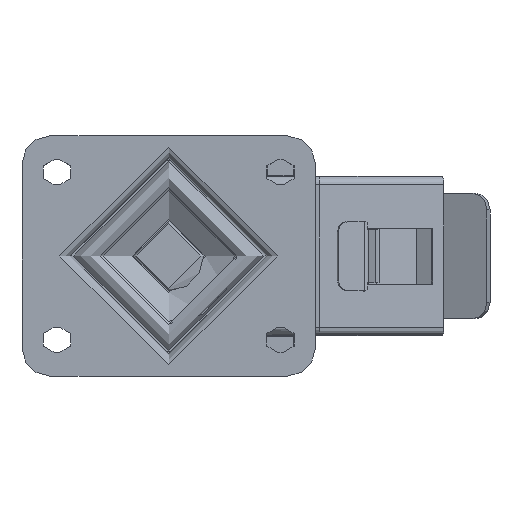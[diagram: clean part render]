
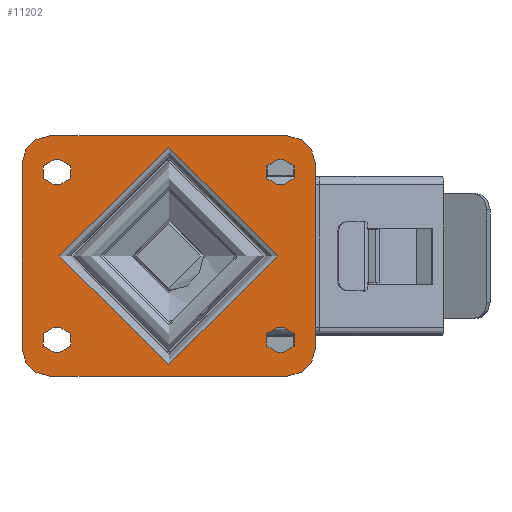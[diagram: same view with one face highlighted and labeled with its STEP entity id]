
A CAD part, top view. The second image highlights one B-rep face of the part: STEP entity #11202.
In plain terms, the highlighted planar face has unit normal (0, 0, 1).
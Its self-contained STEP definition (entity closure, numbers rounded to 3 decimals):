
#620=FACE_BOUND('',#3947,.T.);
#621=FACE_BOUND('',#3948,.T.);
#622=FACE_BOUND('',#3949,.T.);
#623=FACE_BOUND('',#3950,.T.);
#624=FACE_BOUND('',#3951,.T.);
#784=PLANE('',#12229);
#1313=LINE('',#17548,#2240);
#1314=LINE('',#17549,#2241);
#1315=LINE('',#17550,#2242);
#1316=LINE('',#17551,#2243);
#1317=LINE('',#17552,#2244);
#1318=LINE('',#17553,#2245);
#1319=LINE('',#17554,#2246);
#1320=LINE('',#17555,#2247);
#1321=LINE('',#17556,#2248);
#1322=LINE('',#17557,#2249);
#1323=LINE('',#17558,#2250);
#1324=LINE('',#17559,#2251);
#2240=VECTOR('',#13960,1000.);
#2241=VECTOR('',#13961,1000.);
#2242=VECTOR('',#13962,1000.);
#2243=VECTOR('',#13963,1000.);
#2244=VECTOR('',#13964,1000.);
#2245=VECTOR('',#13965,1000.);
#2246=VECTOR('',#13966,1000.);
#2247=VECTOR('',#13967,1000.);
#2248=VECTOR('',#13968,1000.);
#2249=VECTOR('',#13969,1000.);
#2250=VECTOR('',#13970,1000.);
#2251=VECTOR('',#13971,1000.);
#3284=FACE_OUTER_BOUND('',#3946,.T.);
#3946=EDGE_LOOP('',(#8467,#8468,#8469,#8470,#8471,#8472,#8473,#8474));
#3947=EDGE_LOOP('',(#8475));
#3948=EDGE_LOOP('',(#8476,#8477,#8478,#8479));
#3949=EDGE_LOOP('',(#8480,#8481,#8482,#8483));
#3950=EDGE_LOOP('',(#8484,#8485,#8486,#8487));
#3951=EDGE_LOOP('',(#8488,#8489,#8490,#8491));
#4502=CIRCLE('',#11902,4.5);
#4504=CIRCLE('',#11905,4.5);
#4506=CIRCLE('',#11908,4.5);
#4508=CIRCLE('',#11911,4.5);
#4510=CIRCLE('',#11914,4.5);
#4512=CIRCLE('',#11917,4.5);
#4514=CIRCLE('',#11920,4.5);
#4516=CIRCLE('',#11923,4.5);
#4517=CIRCLE('',#11925,10.);
#4519=CIRCLE('',#11928,10.);
#4521=CIRCLE('',#11931,10.);
#4523=CIRCLE('',#11934,10.);
#4533=CIRCLE('',#11948,39.);
#4946=VERTEX_POINT('',#16376);
#4947=VERTEX_POINT('',#16378);
#4950=VERTEX_POINT('',#16385);
#4951=VERTEX_POINT('',#16387);
#4954=VERTEX_POINT('',#16394);
#4955=VERTEX_POINT('',#16396);
#4958=VERTEX_POINT('',#16403);
#4959=VERTEX_POINT('',#16405);
#4962=VERTEX_POINT('',#16412);
#4963=VERTEX_POINT('',#16414);
#4966=VERTEX_POINT('',#16421);
#4967=VERTEX_POINT('',#16423);
#4970=VERTEX_POINT('',#16430);
#4971=VERTEX_POINT('',#16432);
#4974=VERTEX_POINT('',#16439);
#4975=VERTEX_POINT('',#16441);
#4976=VERTEX_POINT('',#16445);
#4977=VERTEX_POINT('',#16446);
#4980=VERTEX_POINT('',#16454);
#4981=VERTEX_POINT('',#16455);
#4984=VERTEX_POINT('',#16463);
#4985=VERTEX_POINT('',#16464);
#4988=VERTEX_POINT('',#16472);
#4989=VERTEX_POINT('',#16473);
#4998=VERTEX_POINT('',#16499);
#6008=EDGE_CURVE('',#4947,#4946,#4502,.T.);
#6012=EDGE_CURVE('',#4951,#4950,#4504,.T.);
#6016=EDGE_CURVE('',#4955,#4954,#4506,.T.);
#6020=EDGE_CURVE('',#4959,#4958,#4508,.T.);
#6024=EDGE_CURVE('',#4963,#4962,#4510,.T.);
#6028=EDGE_CURVE('',#4967,#4966,#4512,.T.);
#6032=EDGE_CURVE('',#4971,#4970,#4514,.T.);
#6036=EDGE_CURVE('',#4975,#4974,#4516,.T.);
#6038=EDGE_CURVE('',#4976,#4977,#4517,.T.);
#6042=EDGE_CURVE('',#4980,#4981,#4519,.T.);
#6046=EDGE_CURVE('',#4984,#4985,#4521,.T.);
#6050=EDGE_CURVE('',#4988,#4989,#4523,.T.);
#6063=EDGE_CURVE('',#4998,#4998,#4533,.T.);
#6428=EDGE_CURVE('',#4985,#4988,#1313,.T.);
#6429=EDGE_CURVE('',#4981,#4984,#1314,.T.);
#6430=EDGE_CURVE('',#4977,#4980,#1315,.T.);
#6431=EDGE_CURVE('',#4989,#4976,#1316,.T.);
#6432=EDGE_CURVE('',#4970,#4975,#1317,.T.);
#6433=EDGE_CURVE('',#4974,#4971,#1318,.T.);
#6434=EDGE_CURVE('',#4962,#4967,#1319,.T.);
#6435=EDGE_CURVE('',#4966,#4963,#1320,.T.);
#6436=EDGE_CURVE('',#4954,#4959,#1321,.T.);
#6437=EDGE_CURVE('',#4958,#4955,#1322,.T.);
#6438=EDGE_CURVE('',#4946,#4951,#1323,.T.);
#6439=EDGE_CURVE('',#4950,#4947,#1324,.T.);
#8467=ORIENTED_EDGE('',*,*,#6050,.F.);
#8468=ORIENTED_EDGE('',*,*,#6428,.F.);
#8469=ORIENTED_EDGE('',*,*,#6046,.F.);
#8470=ORIENTED_EDGE('',*,*,#6429,.F.);
#8471=ORIENTED_EDGE('',*,*,#6042,.F.);
#8472=ORIENTED_EDGE('',*,*,#6430,.F.);
#8473=ORIENTED_EDGE('',*,*,#6038,.F.);
#8474=ORIENTED_EDGE('',*,*,#6431,.F.);
#8475=ORIENTED_EDGE('',*,*,#6063,.F.);
#8476=ORIENTED_EDGE('',*,*,#6432,.T.);
#8477=ORIENTED_EDGE('',*,*,#6036,.T.);
#8478=ORIENTED_EDGE('',*,*,#6433,.T.);
#8479=ORIENTED_EDGE('',*,*,#6032,.T.);
#8480=ORIENTED_EDGE('',*,*,#6434,.T.);
#8481=ORIENTED_EDGE('',*,*,#6028,.T.);
#8482=ORIENTED_EDGE('',*,*,#6435,.T.);
#8483=ORIENTED_EDGE('',*,*,#6024,.T.);
#8484=ORIENTED_EDGE('',*,*,#6436,.T.);
#8485=ORIENTED_EDGE('',*,*,#6020,.T.);
#8486=ORIENTED_EDGE('',*,*,#6437,.T.);
#8487=ORIENTED_EDGE('',*,*,#6016,.T.);
#8488=ORIENTED_EDGE('',*,*,#6438,.T.);
#8489=ORIENTED_EDGE('',*,*,#6012,.T.);
#8490=ORIENTED_EDGE('',*,*,#6439,.T.);
#8491=ORIENTED_EDGE('',*,*,#6008,.T.);
#11202=ADVANCED_FACE('',(#3284,#620,#621,#622,#623,#624),#784,.T.);
#11902=AXIS2_PLACEMENT_3D('',#16379,#13094,#13095);
#11905=AXIS2_PLACEMENT_3D('',#16388,#13102,#13103);
#11908=AXIS2_PLACEMENT_3D('',#16397,#13110,#13111);
#11911=AXIS2_PLACEMENT_3D('',#16406,#13118,#13119);
#11914=AXIS2_PLACEMENT_3D('',#16415,#13126,#13127);
#11917=AXIS2_PLACEMENT_3D('',#16424,#13134,#13135);
#11920=AXIS2_PLACEMENT_3D('',#16433,#13142,#13143);
#11923=AXIS2_PLACEMENT_3D('',#16442,#13150,#13151);
#11925=AXIS2_PLACEMENT_3D('',#16447,#13155,#13156);
#11928=AXIS2_PLACEMENT_3D('',#16456,#13163,#13164);
#11931=AXIS2_PLACEMENT_3D('',#16465,#13171,#13172);
#11934=AXIS2_PLACEMENT_3D('',#16474,#13179,#13180);
#11948=AXIS2_PLACEMENT_3D('',#16500,#13210,#13211);
#12229=AXIS2_PLACEMENT_3D('',#17547,#13958,#13959);
#13094=DIRECTION('center_axis',(0.,0.,-1.));
#13095=DIRECTION('ref_axis',(1.,0.,0.));
#13102=DIRECTION('center_axis',(0.,0.,-1.));
#13103=DIRECTION('ref_axis',(-1.,0.,0.));
#13110=DIRECTION('center_axis',(0.,0.,-1.));
#13111=DIRECTION('ref_axis',(1.,0.,0.));
#13118=DIRECTION('center_axis',(0.,0.,-1.));
#13119=DIRECTION('ref_axis',(-1.,0.,0.));
#13126=DIRECTION('center_axis',(0.,0.,-1.));
#13127=DIRECTION('ref_axis',(-1.,0.,0.));
#13134=DIRECTION('center_axis',(0.,0.,-1.));
#13135=DIRECTION('ref_axis',(1.,0.,0.));
#13142=DIRECTION('center_axis',(0.,0.,-1.));
#13143=DIRECTION('ref_axis',(-1.,0.,0.));
#13150=DIRECTION('center_axis',(0.,0.,-1.));
#13151=DIRECTION('ref_axis',(1.,0.,0.));
#13155=DIRECTION('center_axis',(0.,0.,-1.));
#13156=DIRECTION('ref_axis',(-0.707,0.707,0.));
#13163=DIRECTION('center_axis',(0.,0.,-1.));
#13164=DIRECTION('ref_axis',(0.707,0.707,0.));
#13171=DIRECTION('center_axis',(0.,0.,-1.));
#13172=DIRECTION('ref_axis',(0.707,-0.707,0.));
#13179=DIRECTION('center_axis',(0.,0.,-1.));
#13180=DIRECTION('ref_axis',(-0.707,-0.707,0.));
#13210=DIRECTION('center_axis',(0.,0.,1.));
#13211=DIRECTION('ref_axis',(0.,-1.,0.));
#13958=DIRECTION('center_axis',(0.,0.,1.));
#13959=DIRECTION('ref_axis',(1.,0.,0.));
#13960=DIRECTION('',(-1.,0.,0.));
#13961=DIRECTION('',(0.,-1.,0.));
#13962=DIRECTION('',(1.,0.,0.));
#13963=DIRECTION('',(0.,1.,0.));
#13964=DIRECTION('',(-1.,0.,0.));
#13965=DIRECTION('',(1.,0.,0.));
#13966=DIRECTION('',(-1.,0.,0.));
#13967=DIRECTION('',(1.,0.,0.));
#13968=DIRECTION('',(1.,0.,0.));
#13969=DIRECTION('',(-1.,0.,0.));
#13970=DIRECTION('',(1.,0.,0.));
#13971=DIRECTION('',(-1.,0.,0.));
#16376=CARTESIAN_POINT('',(39.,-25.5,0.));
#16378=CARTESIAN_POINT('',(39.,-34.5,0.));
#16379=CARTESIAN_POINT('Origin',(39.,-30.,0.));
#16385=CARTESIAN_POINT('',(41.,-34.5,0.));
#16387=CARTESIAN_POINT('',(41.,-25.5,0.));
#16388=CARTESIAN_POINT('Origin',(41.,-30.,0.));
#16394=CARTESIAN_POINT('',(39.,34.5,0.));
#16396=CARTESIAN_POINT('',(39.,25.5,0.));
#16397=CARTESIAN_POINT('Origin',(39.,30.,0.));
#16403=CARTESIAN_POINT('',(41.,25.5,0.));
#16405=CARTESIAN_POINT('',(41.,34.5,0.));
#16406=CARTESIAN_POINT('Origin',(41.,30.,0.));
#16412=CARTESIAN_POINT('',(-39.,-34.5,0.));
#16414=CARTESIAN_POINT('',(-39.,-25.5,0.));
#16415=CARTESIAN_POINT('Origin',(-39.,-30.,0.));
#16421=CARTESIAN_POINT('',(-41.,-25.5,0.));
#16423=CARTESIAN_POINT('',(-41.,-34.5,0.));
#16424=CARTESIAN_POINT('Origin',(-41.,-30.,0.));
#16430=CARTESIAN_POINT('',(-39.,25.5,0.));
#16432=CARTESIAN_POINT('',(-39.,34.5,0.));
#16433=CARTESIAN_POINT('Origin',(-39.,30.,0.));
#16439=CARTESIAN_POINT('',(-41.,34.5,0.));
#16441=CARTESIAN_POINT('',(-41.,25.5,0.));
#16442=CARTESIAN_POINT('Origin',(-41.,30.,0.));
#16445=CARTESIAN_POINT('',(-52.5,33.,0.));
#16446=CARTESIAN_POINT('',(-42.5,43.,0.));
#16447=CARTESIAN_POINT('Origin',(-42.5,33.,0.));
#16454=CARTESIAN_POINT('',(42.5,43.,0.));
#16455=CARTESIAN_POINT('',(52.5,33.,0.));
#16456=CARTESIAN_POINT('Origin',(42.5,33.,0.));
#16463=CARTESIAN_POINT('',(52.5,-33.,0.));
#16464=CARTESIAN_POINT('',(42.5,-43.,0.));
#16465=CARTESIAN_POINT('Origin',(42.5,-33.,0.));
#16472=CARTESIAN_POINT('',(-42.5,-43.,0.));
#16473=CARTESIAN_POINT('',(-52.5,-33.,0.));
#16474=CARTESIAN_POINT('Origin',(-42.5,-33.,0.));
#16499=CARTESIAN_POINT('',(39.,0.,0.));
#16500=CARTESIAN_POINT('Origin',(0.,0.,0.));
#17547=CARTESIAN_POINT('Origin',(0.,0.,0.));
#17548=CARTESIAN_POINT('',(52.5,-43.,0.));
#17549=CARTESIAN_POINT('',(52.5,43.,0.));
#17550=CARTESIAN_POINT('',(-52.5,43.,0.));
#17551=CARTESIAN_POINT('',(-52.5,-43.,0.));
#17552=CARTESIAN_POINT('',(-41.,25.5,0.));
#17553=CARTESIAN_POINT('',(-41.,34.5,0.));
#17554=CARTESIAN_POINT('',(-41.,-34.5,0.));
#17555=CARTESIAN_POINT('',(-41.,-25.5,0.));
#17556=CARTESIAN_POINT('',(41.,34.5,0.));
#17557=CARTESIAN_POINT('',(41.,25.5,0.));
#17558=CARTESIAN_POINT('',(41.,-25.5,0.));
#17559=CARTESIAN_POINT('',(41.,-34.5,0.));
